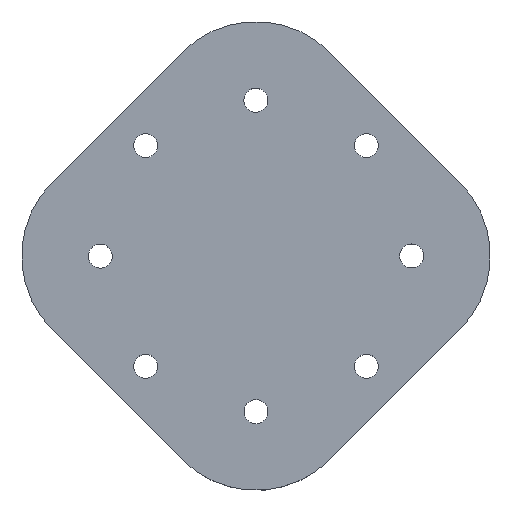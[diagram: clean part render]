
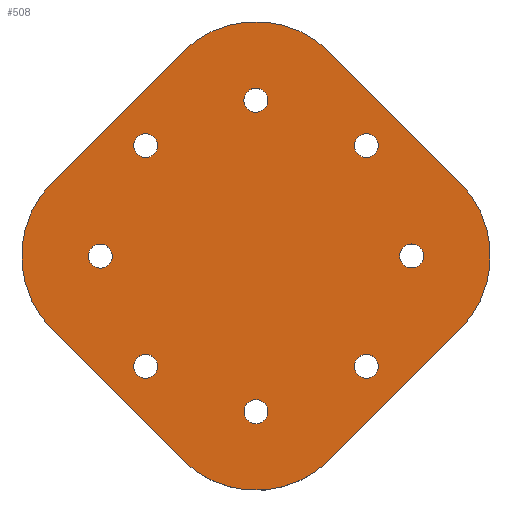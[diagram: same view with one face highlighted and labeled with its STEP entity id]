
A CAD part, top view. The second image highlights one B-rep face of the part: STEP entity #508.
In plain terms, the highlighted planar face has unit normal (0, 0, 1).
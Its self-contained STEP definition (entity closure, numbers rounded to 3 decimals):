
#15=FACE_BOUND('',#73,.T.);
#16=FACE_BOUND('',#74,.T.);
#17=FACE_BOUND('',#75,.T.);
#18=FACE_BOUND('',#76,.T.);
#19=FACE_BOUND('',#77,.T.);
#20=FACE_BOUND('',#78,.T.);
#21=FACE_BOUND('',#79,.T.);
#22=FACE_BOUND('',#80,.T.);
#33=PLANE('',#551);
#45=FACE_OUTER_BOUND('',#72,.T.);
#72=EDGE_LOOP('',(#354,#355,#356,#357,#358,#359,#360,#361));
#73=EDGE_LOOP('',(#362));
#74=EDGE_LOOP('',(#363));
#75=EDGE_LOOP('',(#364));
#76=EDGE_LOOP('',(#365));
#77=EDGE_LOOP('',(#366));
#78=EDGE_LOOP('',(#367));
#79=EDGE_LOOP('',(#368));
#80=EDGE_LOOP('',(#369));
#116=LINE('',#778,#156);
#119=LINE('',#784,#159);
#120=LINE('',#788,#160);
#121=LINE('',#792,#161);
#156=VECTOR('',#618,10.);
#159=VECTOR('',#623,10.);
#160=VECTOR('',#626,10.);
#161=VECTOR('',#629,10.);
#195=CIRCLE('',#549,15.);
#196=CIRCLE('',#552,15.);
#197=CIRCLE('',#553,15.);
#198=CIRCLE('',#554,15.);
#199=CIRCLE('',#555,1.727);
#200=CIRCLE('',#556,1.727);
#201=CIRCLE('',#557,1.727);
#202=CIRCLE('',#558,1.727);
#203=CIRCLE('',#559,1.727);
#204=CIRCLE('',#560,1.727);
#205=CIRCLE('',#561,1.727);
#206=CIRCLE('',#562,1.727);
#228=VERTEX_POINT('',#771);
#229=VERTEX_POINT('',#773);
#230=VERTEX_POINT('',#777);
#232=VERTEX_POINT('',#783);
#233=VERTEX_POINT('',#785);
#234=VERTEX_POINT('',#787);
#235=VERTEX_POINT('',#789);
#236=VERTEX_POINT('',#791);
#237=VERTEX_POINT('',#794);
#238=VERTEX_POINT('',#796);
#239=VERTEX_POINT('',#798);
#240=VERTEX_POINT('',#800);
#241=VERTEX_POINT('',#802);
#242=VERTEX_POINT('',#804);
#243=VERTEX_POINT('',#806);
#244=VERTEX_POINT('',#808);
#276=EDGE_CURVE('',#228,#229,#195,.T.);
#278=EDGE_CURVE('',#229,#230,#116,.T.);
#281=EDGE_CURVE('',#232,#228,#119,.T.);
#282=EDGE_CURVE('',#233,#232,#196,.T.);
#283=EDGE_CURVE('',#234,#233,#120,.T.);
#284=EDGE_CURVE('',#235,#234,#197,.T.);
#285=EDGE_CURVE('',#236,#235,#121,.T.);
#286=EDGE_CURVE('',#230,#236,#198,.T.);
#287=EDGE_CURVE('',#237,#237,#199,.T.);
#288=EDGE_CURVE('',#238,#238,#200,.T.);
#289=EDGE_CURVE('',#239,#239,#201,.T.);
#290=EDGE_CURVE('',#240,#240,#202,.T.);
#291=EDGE_CURVE('',#241,#241,#203,.T.);
#292=EDGE_CURVE('',#242,#242,#204,.T.);
#293=EDGE_CURVE('',#243,#243,#205,.T.);
#294=EDGE_CURVE('',#244,#244,#206,.T.);
#354=ORIENTED_EDGE('',*,*,#276,.F.);
#355=ORIENTED_EDGE('',*,*,#281,.F.);
#356=ORIENTED_EDGE('',*,*,#282,.F.);
#357=ORIENTED_EDGE('',*,*,#283,.F.);
#358=ORIENTED_EDGE('',*,*,#284,.F.);
#359=ORIENTED_EDGE('',*,*,#285,.F.);
#360=ORIENTED_EDGE('',*,*,#286,.F.);
#361=ORIENTED_EDGE('',*,*,#278,.F.);
#362=ORIENTED_EDGE('',*,*,#287,.T.);
#363=ORIENTED_EDGE('',*,*,#288,.T.);
#364=ORIENTED_EDGE('',*,*,#289,.T.);
#365=ORIENTED_EDGE('',*,*,#290,.T.);
#366=ORIENTED_EDGE('',*,*,#291,.T.);
#367=ORIENTED_EDGE('',*,*,#292,.T.);
#368=ORIENTED_EDGE('',*,*,#293,.T.);
#369=ORIENTED_EDGE('',*,*,#294,.T.);
#508=ADVANCED_FACE('',(#45,#15,#16,#17,#18,#19,#20,#21,#22),#33,.T.);
#549=AXIS2_PLACEMENT_3D('',#774,#613,#614);
#551=AXIS2_PLACEMENT_3D('',#782,#621,#622);
#552=AXIS2_PLACEMENT_3D('',#786,#624,#625);
#553=AXIS2_PLACEMENT_3D('',#790,#627,#628);
#554=AXIS2_PLACEMENT_3D('',#793,#630,#631);
#555=AXIS2_PLACEMENT_3D('',#795,#632,#633);
#556=AXIS2_PLACEMENT_3D('',#797,#634,#635);
#557=AXIS2_PLACEMENT_3D('',#799,#636,#637);
#558=AXIS2_PLACEMENT_3D('',#801,#638,#639);
#559=AXIS2_PLACEMENT_3D('',#803,#640,#641);
#560=AXIS2_PLACEMENT_3D('',#805,#642,#643);
#561=AXIS2_PLACEMENT_3D('',#807,#644,#645);
#562=AXIS2_PLACEMENT_3D('',#809,#646,#647);
#613=DIRECTION('center_axis',(0.,0.,-1.));
#614=DIRECTION('ref_axis',(0.,1.,0.));
#618=DIRECTION('',(0.707,-0.707,0.));
#621=DIRECTION('center_axis',(0.,0.,1.));
#622=DIRECTION('ref_axis',(0.,-1.,0.));
#623=DIRECTION('',(0.707,0.707,0.));
#624=DIRECTION('center_axis',(0.,0.,-1.));
#625=DIRECTION('ref_axis',(-1.,0.,0.));
#626=DIRECTION('',(-0.707,0.707,0.));
#627=DIRECTION('center_axis',(0.,0.,-1.));
#628=DIRECTION('ref_axis',(0.,-1.,0.));
#629=DIRECTION('',(-0.707,-0.707,0.));
#630=DIRECTION('center_axis',(0.,0.,-1.));
#631=DIRECTION('ref_axis',(1.,0.,0.));
#632=DIRECTION('center_axis',(0.,0.,-1.));
#633=DIRECTION('ref_axis',(-1.,0.,0.));
#634=DIRECTION('center_axis',(0.,0.,-1.));
#635=DIRECTION('ref_axis',(-1.,0.,0.));
#636=DIRECTION('center_axis',(0.,0.,-1.));
#637=DIRECTION('ref_axis',(-1.,0.,0.));
#638=DIRECTION('center_axis',(0.,0.,-1.));
#639=DIRECTION('ref_axis',(-1.,0.,0.));
#640=DIRECTION('center_axis',(0.,0.,-1.));
#641=DIRECTION('ref_axis',(1.,0.,0.));
#642=DIRECTION('center_axis',(0.,0.,-1.));
#643=DIRECTION('ref_axis',(1.,0.,0.));
#644=DIRECTION('center_axis',(0.,0.,-1.));
#645=DIRECTION('ref_axis',(1.,0.,0.));
#646=DIRECTION('center_axis',(0.,0.,-1.));
#647=DIRECTION('ref_axis',(1.,0.,0.));
#771=CARTESIAN_POINT('',(89.393,29.393,9.525));
#773=CARTESIAN_POINT('',(110.607,29.393,9.525));
#774=CARTESIAN_POINT('Origin',(100.,18.787,9.525));
#777=CARTESIAN_POINT('',(129.393,10.607,9.525));
#778=CARTESIAN_POINT('',(100.,40.,9.525));
#782=CARTESIAN_POINT('Origin',(101.6,60.8,9.525));
#783=CARTESIAN_POINT('',(70.607,10.607,9.525));
#784=CARTESIAN_POINT('',(60.,0.,9.525));
#785=CARTESIAN_POINT('',(70.607,-10.607,9.525));
#786=CARTESIAN_POINT('Origin',(81.213,0.,9.525));
#787=CARTESIAN_POINT('',(89.393,-29.393,9.525));
#788=CARTESIAN_POINT('',(100.,-40.,9.525));
#789=CARTESIAN_POINT('',(110.607,-29.393,9.525));
#790=CARTESIAN_POINT('Origin',(100.,-18.787,9.525));
#791=CARTESIAN_POINT('',(129.393,-10.607,9.525));
#792=CARTESIAN_POINT('',(140.,0.,9.525));
#793=CARTESIAN_POINT('Origin',(118.787,0.,9.525));
#794=CARTESIAN_POINT('',(117.637,15.91,9.525));
#795=CARTESIAN_POINT('Origin',(115.91,15.91,9.525));
#796=CARTESIAN_POINT('',(117.637,-15.91,9.525));
#797=CARTESIAN_POINT('Origin',(115.91,-15.91,9.525));
#798=CARTESIAN_POINT('',(85.817,15.91,9.525));
#799=CARTESIAN_POINT('Origin',(84.09,15.91,9.525));
#800=CARTESIAN_POINT('',(85.817,-15.91,9.525));
#801=CARTESIAN_POINT('Origin',(84.09,-15.91,9.525));
#802=CARTESIAN_POINT('',(120.724,0.,9.525));
#803=CARTESIAN_POINT('Origin',(122.451,0.,9.525));
#804=CARTESIAN_POINT('',(75.823,-0.025,9.525));
#805=CARTESIAN_POINT('Origin',(77.55,-0.025,9.525));
#806=CARTESIAN_POINT('',(98.273,-22.451,9.525));
#807=CARTESIAN_POINT('Origin',(100.,-22.451,9.525));
#808=CARTESIAN_POINT('',(98.252,22.45,9.525));
#809=CARTESIAN_POINT('Origin',(99.979,22.45,9.525));
